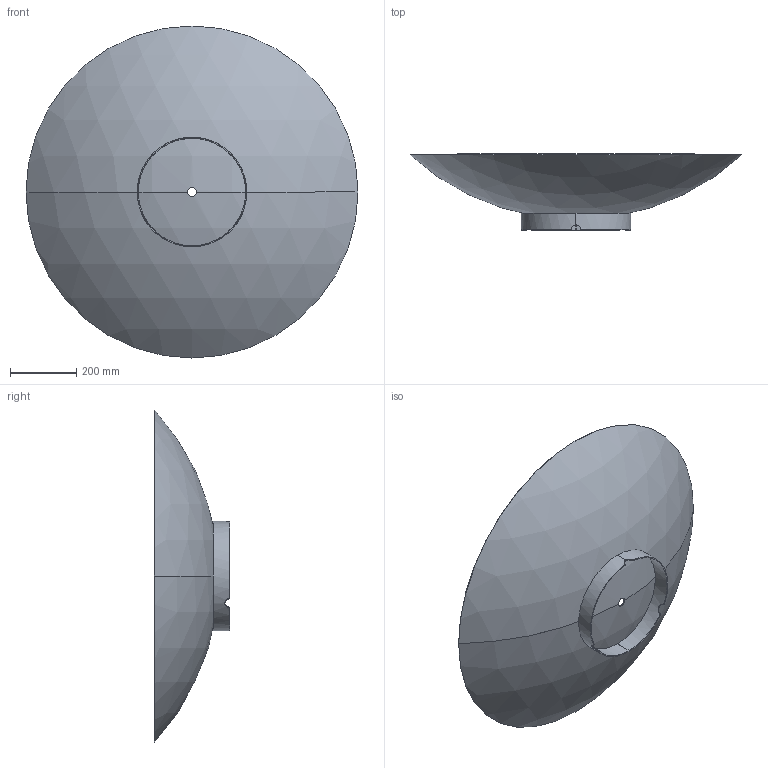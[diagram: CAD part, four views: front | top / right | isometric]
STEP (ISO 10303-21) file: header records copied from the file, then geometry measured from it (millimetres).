
FILE_DESCRIPTION (( 'STEP AP203' ), '1' );
FILE_NAME ('BN3.STEP', '2021-01-05T14:59:25', ( '' ), ( '' ), 'SwSTEP 2.0', 'SolidWorks 2020', '' );
FILE_SCHEMA (( 'CONFIG_CONTROL_DESIGN' ));
Length unit declared in the file: millimetre
Products named in the file (4): WN3 & BN3-Ring; WN3 & BN3-bowl; WN3 & BN3 Bowl 1000 Steel; BN3
Assembly tree (3 placements, depth 3):
  BN3
    WN3 & BN3 Bowl 1000 Steel
      WN3 & BN3-Ring
      WN3 & BN3-bowl
Bounding box: 1000 x 228.3 x 1000 mm (x, y, z)
Volume: 2849165.2 mm3; surface area: 1915657.9 mm2
Topology: 2 solids, 2 shells, 28 faces, 74 edges, 48 vertices
Faces by surface type: bspline 9, plane 7, cylinder 6, sphere 4, cone 2
Entity records: 2454 total; most frequent: CARTESIAN_POINT 1406, ORIENTED_EDGE 148, DIRECTION 122, EDGE_CURVE 74, AXIS2_PLACEMENT_3D 54, VERTEX_POINT 48, PERSON_AND_ORGANIZATION 35, B_SPLINE_CURVE_WITH_KNOTS 32
